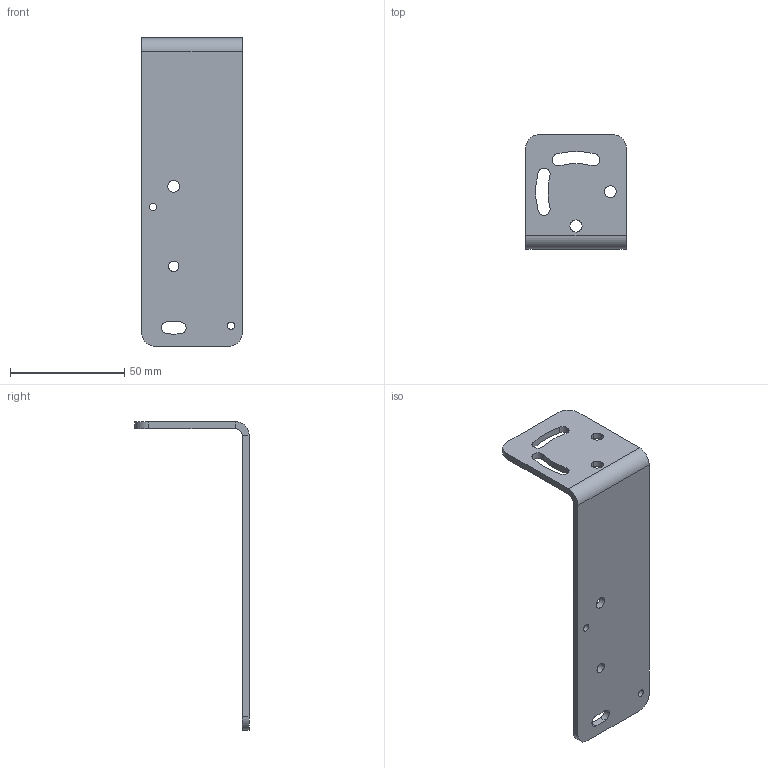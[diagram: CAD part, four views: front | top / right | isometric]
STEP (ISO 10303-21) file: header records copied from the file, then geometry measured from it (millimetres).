
FILE_DESCRIPTION((''),'2;1');
FILE_NAME('DB001606_HALTEWINKEL_','2009-01-16T',('uguenther'),(''),'PRO/ENGINEER BY PARAMETRIC TECHNOLOGY CORPORATION, 2006300','PRO/ENGINEER BY PARAMETRIC TECHNOLOGY CORPORATION, 2006300','');
FILE_SCHEMA(('CONFIG_CONTROL_DESIGN'));
Length unit declared in the file: millimetre
Products named in the file (1): DB001606_HALTEWINKEL_
Bounding box: 44 x 50 x 135 mm (x, y, z)
Volume: 22598.2 mm3; surface area: 17002.2 mm2
Topology: 1 solids, 1 shells, 42 faces, 131 edges, 110 vertices
Faces by surface type: cylinder 30, plane 12
Entity records: 1602 total; most frequent: DIRECTION 277, CARTESIAN_POINT 246, ORIENTED_EDGE 224, EDGE_CURVE 112, AXIS2_PLACEMENT_3D 103, VERTEX_POINT 72, VECTOR 71, LINE 71
